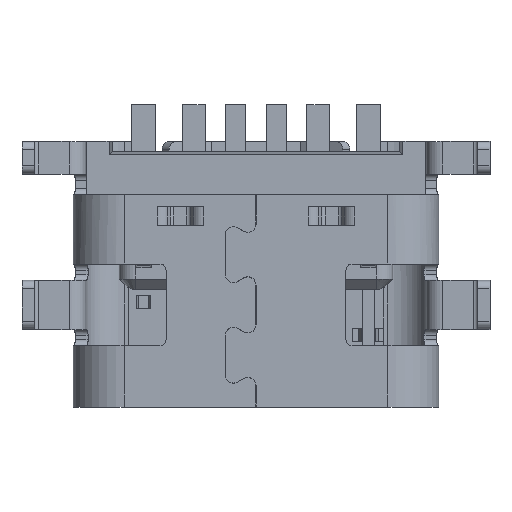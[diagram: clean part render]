
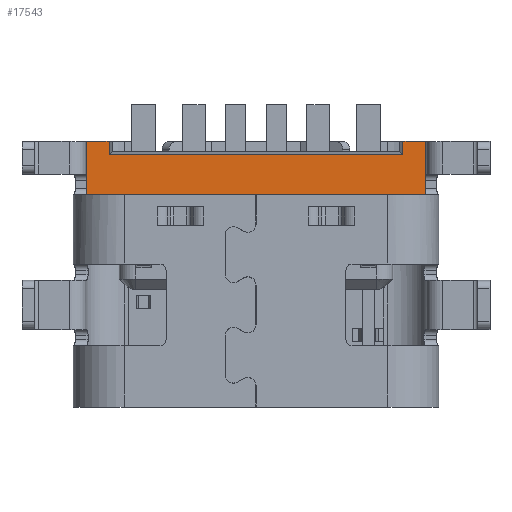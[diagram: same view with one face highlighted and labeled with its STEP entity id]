
A CAD part, top view. The second image highlights one B-rep face of the part: STEP entity #17543.
In plain terms, the highlighted planar face has unit normal (0, 0, 1).
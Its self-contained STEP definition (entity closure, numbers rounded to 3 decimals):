
#419=DIRECTION('',(0.,1.,0.));
#420=VECTOR('',#419,1.3);
#421=CARTESIAN_POINT('',(0.11,-6.4,11.435));
#422=LINE('',#421,#420);
#480=DIRECTION('',(1.,0.,0.));
#481=VECTOR('',#480,0.002);
#482=CARTESIAN_POINT('',(-4.046,-6.4,11.435));
#483=LINE('',#482,#481);
#521=DIRECTION('',(1.,0.,0.));
#522=VECTOR('',#521,0.742);
#523=CARTESIAN_POINT('',(-8.2,-6.4,11.435));
#524=LINE('',#523,#522);
#530=DIRECTION('',(1.,0.,0.));
#531=VECTOR('',#530,0.742);
#532=CARTESIAN_POINT('',(-0.632,-6.4,
11.435));
#533=LINE('',#532,#531);
#3305=DIRECTION('',(0.,-1.,0.));
#3306=VECTOR('',#3305,0.325);
#3307=CARTESIAN_POINT('',(-0.451,-5.1,
11.435));
#3308=LINE('',#3307,#3306);
#3313=DIRECTION('',(1.,0.,0.));
#3314=VECTOR('',#3313,3.412);
#3315=CARTESIAN_POINT('',(-7.458,-6.4,
11.435));
#3316=LINE('',#3315,#3314);
#3317=DIRECTION('',(1.,0.,0.));
#3318=VECTOR('',#3317,0.561);
#3319=CARTESIAN_POINT('',(-8.2,-5.1,
11.435));
#3320=LINE('',#3319,#3318);
#3321=DIRECTION('',(0.,-1.,0.));
#3322=VECTOR('',#3321,0.325);
#3323=CARTESIAN_POINT('',(-7.639,-5.1,
11.435));
#3324=LINE('',#3323,#3322);
#3325=DIRECTION('',(1.,0.,0.));
#3326=VECTOR('',#3325,0.561);
#3327=CARTESIAN_POINT('',(-0.451,-5.1,
11.435));
#3328=LINE('',#3327,#3326);
#3329=DIRECTION('',(-1.,0.,0.));
#3330=VECTOR('',#3329,3.412);
#3331=CARTESIAN_POINT('',(-0.632,-6.4,
11.435));
#3332=LINE('',#3331,#3330);
#3830=DIRECTION('',(0.,-1.,0.));
#3831=VECTOR('',#3830,1.3);
#3832=CARTESIAN_POINT('',(-8.2,-5.1,
11.435));
#3833=LINE('',#3832,#3831);
#4269=DIRECTION('',(-1.,0.,0.));
#4270=VECTOR('',#4269,7.187);
#4271=CARTESIAN_POINT('',(-0.451,-5.425,
11.435));
#4272=LINE('',#4271,#4270);
#9893=CARTESIAN_POINT('',(0.11,-5.1,
11.435));
#9895=VERTEX_POINT('',#9893);
#9899=CARTESIAN_POINT('',(0.11,-6.4,
11.435));
#9900=VERTEX_POINT('',#9899);
#9905=CARTESIAN_POINT('',(-0.451,-5.1,
11.435));
#9906=VERTEX_POINT('',#9905);
#9913=CARTESIAN_POINT('',(-0.451,-5.425,
11.435));
#9914=VERTEX_POINT('',#9913);
#9917=CARTESIAN_POINT('',(-7.639,-5.425,
11.435));
#9918=VERTEX_POINT('',#9917);
#9919=CARTESIAN_POINT('',(-8.2,-5.1,
11.435));
#9920=CARTESIAN_POINT('',(-8.2,-6.4,
11.435));
#9921=VERTEX_POINT('',#9919);
#9922=VERTEX_POINT('',#9920);
#9923=CARTESIAN_POINT('',(-7.639,-5.1,
11.435));
#9924=VERTEX_POINT('',#9923);
#12397=CARTESIAN_POINT('',(-7.458,-6.4,
11.435));
#12398=CARTESIAN_POINT('',(-4.046,-6.4,
11.435));
#12399=VERTEX_POINT('',#12397);
#12400=VERTEX_POINT('',#12398);
#12401=CARTESIAN_POINT('',(-0.632,-6.4,
11.435));
#12402=CARTESIAN_POINT('',(-4.044,-6.4,
11.435));
#12403=VERTEX_POINT('',#12401);
#12404=VERTEX_POINT('',#12402);
#17519=CARTESIAN_POINT('',(-0.84,-6.9,
11.435));
#17520=DIRECTION('',(0.,0.,1.));
#17521=DIRECTION('',(0.,1.,0.));
#17522=AXIS2_PLACEMENT_3D('',#17519,#17520,#17521);
#17523=PLANE('',#17522);
#17525=ORIENTED_EDGE('',*,*,#17524,.F.);
#17526=ORIENTED_EDGE('',*,*,#13234,.F.);
#17528=ORIENTED_EDGE('',*,*,#17527,.F.);
#17530=ORIENTED_EDGE('',*,*,#17529,.T.);
#17532=ORIENTED_EDGE('',*,*,#17531,.T.);
#17534=ORIENTED_EDGE('',*,*,#17533,.F.);
#17535=ORIENTED_EDGE('',*,*,#17503,.F.);
#17536=ORIENTED_EDGE('',*,*,#17460,.T.);
#17537=ORIENTED_EDGE('',*,*,#13090,.F.);
#17538=ORIENTED_EDGE('',*,*,#13253,.F.);
#17539=ORIENTED_EDGE('',*,*,#13146,.T.);
#17540=ORIENTED_EDGE('',*,*,#13197,.F.);
#17541=EDGE_LOOP('',(#17525,#17526,#17528,#17530,#17532,#17534,#17535,#17536,
#17537,#17538,#17539,#17540));
#17542=FACE_OUTER_BOUND('',#17541,.F.);
#13090=EDGE_CURVE('',#9900,#9895,#422,.T.);
#13146=EDGE_CURVE('',#12403,#12404,#3332,.T.);
#13197=EDGE_CURVE('',#12400,#12404,#483,.T.);
#13234=EDGE_CURVE('',#9922,#12399,#524,.T.);
#13253=EDGE_CURVE('',#12403,#9900,#533,.T.);
#17460=EDGE_CURVE('',#9906,#9895,#3328,.T.);
#17503=EDGE_CURVE('',#9906,#9914,#3308,.T.);
#17524=EDGE_CURVE('',#12399,#12400,#3316,.T.);
#17527=EDGE_CURVE('',#9921,#9922,#3833,.T.);
#17529=EDGE_CURVE('',#9921,#9924,#3320,.T.);
#17531=EDGE_CURVE('',#9924,#9918,#3324,.T.);
#17533=EDGE_CURVE('',#9914,#9918,#4272,.T.);
#17543=ADVANCED_FACE('',(#17542),#17523,.T.);
